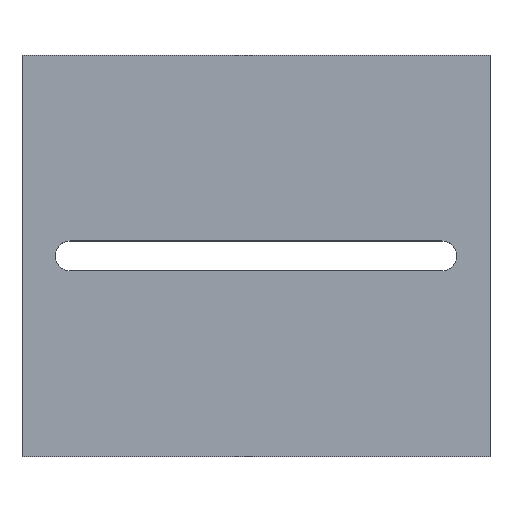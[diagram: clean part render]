
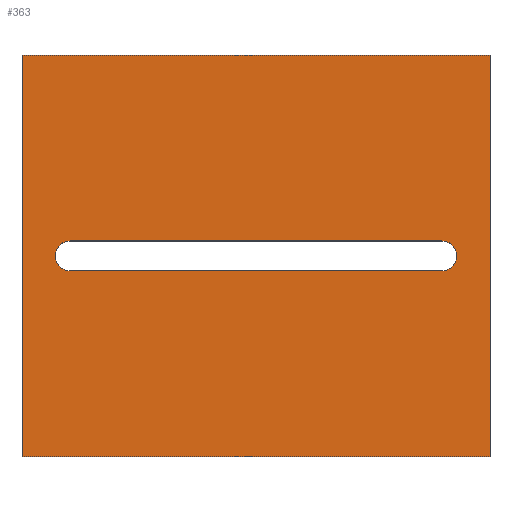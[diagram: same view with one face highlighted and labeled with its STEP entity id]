
A CAD part, top view. The second image highlights one B-rep face of the part: STEP entity #363.
In plain terms, the highlighted planar face has unit normal (0, 0, 1).
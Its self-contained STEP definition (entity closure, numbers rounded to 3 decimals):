
#5 = ORIENTED_EDGE ( 'NONE', *, *, #1193, .F. ) ;
#18 = VECTOR ( 'NONE', #97, 1000. ) ;
#28 = AXIS2_PLACEMENT_3D ( 'NONE', #498, #47, #509 ) ;
#47 = DIRECTION ( 'NONE',  ( 0., 0., -1. ) ) ;
#60 = CARTESIAN_POINT ( 'NONE',  ( 27.75, 0., 9. ) ) ;
#65 = CARTESIAN_POINT ( 'NONE',  ( 27.75, -2.25, 9. ) ) ;
#82 = CARTESIAN_POINT ( 'NONE',  ( -27.75, -2.25, 9. ) ) ;
#97 = DIRECTION ( 'NONE',  ( 0., 1., 0. ) ) ;
#100 = AXIS2_PLACEMENT_3D ( 'NONE', #60, #525, #595 ) ;
#101 = DIRECTION ( 'NONE',  ( 0., 0., 1. ) ) ;
#102 = CARTESIAN_POINT ( 'NONE',  ( 27.75, 0., 9. ) ) ;
#104 = EDGE_CURVE ( 'NONE', #755, #387, #239, .T. ) ;
#125 = EDGE_LOOP ( 'NONE', ( #300, #292, #1068, #1071 ) ) ;
#130 = EDGE_CURVE ( 'NONE', #1202, #344, #422, .T. ) ;
#154 = EDGE_CURVE ( 'NONE', #887, #231, #168, .T. ) ;
#168 = CIRCLE ( 'NONE', #100, 2.25 ) ;
#187 = DIRECTION ( 'NONE',  ( -1., 0., 0. ) ) ;
#231 = VERTEX_POINT ( 'NONE', #65 ) ;
#239 = CIRCLE ( 'NONE', #549, 2.25 ) ;
#264 = DIRECTION ( 'NONE',  ( -1., 0., 0. ) ) ;
#275 = EDGE_LOOP ( 'NONE', ( #916, #874, #962, #707, #507, #5 ) ) ;
#283 = VECTOR ( 'NONE', #187, 1000. ) ;
#287 = VERTEX_POINT ( 'NONE', #840 ) ;
#290 = CARTESIAN_POINT ( 'NONE',  ( 35., 30., 9. ) ) ;
#292 = ORIENTED_EDGE ( 'NONE', *, *, #130, .T. ) ;
#294 = CARTESIAN_POINT ( 'NONE',  ( 0., 0., 9. ) ) ;
#297 = DIRECTION ( 'NONE',  ( 0., 0., -1. ) ) ;
#300 = ORIENTED_EDGE ( 'NONE', *, *, #382, .T. ) ;
#320 = EDGE_CURVE ( 'NONE', #1088, #887, #1085, .T. ) ;
#340 = FACE_BOUND ( 'NONE', #275, .T. ) ;
#344 = VERTEX_POINT ( 'NONE', #393 ) ;
#348 = CARTESIAN_POINT ( 'NONE',  ( 35., 30., 9. ) ) ;
#363 = ADVANCED_FACE ( 'NONE', ( #340, #1055 ), #848, .T. ) ;
#382 = EDGE_CURVE ( 'NONE', #389, #1202, #719, .T. ) ;
#387 = VERTEX_POINT ( 'NONE', #465 ) ;
#389 = VERTEX_POINT ( 'NONE', #747 ) ;
#393 = CARTESIAN_POINT ( 'NONE',  ( -35., 30., 9. ) ) ;
#412 = VECTOR ( 'NONE', #996, 1000. ) ;
#422 = LINE ( 'NONE', #348, #412 ) ;
#450 = DIRECTION ( 'NONE',  ( 0., 1., 0. ) ) ;
#465 = CARTESIAN_POINT ( 'NONE',  ( -27.75, 2.25, 9. ) ) ;
#498 = CARTESIAN_POINT ( 'NONE',  ( -27.75, 0., 9. ) ) ;
#507 = ORIENTED_EDGE ( 'NONE', *, *, #104, .T. ) ;
#509 = DIRECTION ( 'NONE',  ( 1., 0., 0. ) ) ;
#512 = DIRECTION ( 'NONE',  ( 0., 0., -1. ) ) ;
#525 = DIRECTION ( 'NONE',  ( 0., 0., -1. ) ) ;
#549 = AXIS2_PLACEMENT_3D ( 'NONE', #607, #512, #715 ) ;
#553 = CARTESIAN_POINT ( 'NONE',  ( 0., 2.25, 9. ) ) ;
#577 = EDGE_CURVE ( 'NONE', #824, #755, #1146, .T. ) ;
#595 = DIRECTION ( 'NONE',  ( 1., 0., 0. ) ) ;
#599 = CARTESIAN_POINT ( 'NONE',  ( 0., -2.25, 9. ) ) ;
#606 = CARTESIAN_POINT ( 'NONE',  ( 35., -30., 9. ) ) ;
#607 = CARTESIAN_POINT ( 'NONE',  ( -27.75, 0., 9. ) ) ;
#628 = LINE ( 'NONE', #826, #966 ) ;
#631 = CARTESIAN_POINT ( 'NONE',  ( -30., 0., 9. ) ) ;
#643 = CARTESIAN_POINT ( 'NONE',  ( 35., -30., 9. ) ) ;
#649 = LINE ( 'NONE', #606, #791 ) ;
#669 = EDGE_CURVE ( 'NONE', #389, #287, #649, .T. ) ;
#706 = DIRECTION ( 'NONE',  ( -1., 0., 0. ) ) ;
#707 = ORIENTED_EDGE ( 'NONE', *, *, #577, .T. ) ;
#715 = DIRECTION ( 'NONE',  ( 1., 0., 0. ) ) ;
#719 = LINE ( 'NONE', #643, #18 ) ;
#747 = CARTESIAN_POINT ( 'NONE',  ( 35., -30., 9. ) ) ;
#755 = VERTEX_POINT ( 'NONE', #631 ) ;
#791 = VECTOR ( 'NONE', #264, 1000. ) ;
#815 = CARTESIAN_POINT ( 'NONE',  ( 30., 0., 9. ) ) ;
#817 = LINE ( 'NONE', #599, #1064 ) ;
#824 = VERTEX_POINT ( 'NONE', #82 ) ;
#826 = CARTESIAN_POINT ( 'NONE',  ( -35., -30., 9. ) ) ;
#840 = CARTESIAN_POINT ( 'NONE',  ( -35., -30., 9. ) ) ;
#846 = AXIS2_PLACEMENT_3D ( 'NONE', #294, #101, #936 ) ;
#848 = PLANE ( 'NONE',  #846 ) ;
#874 = ORIENTED_EDGE ( 'NONE', *, *, #154, .T. ) ;
#887 = VERTEX_POINT ( 'NONE', #815 ) ;
#906 = EDGE_CURVE ( 'NONE', #231, #824, #817, .T. ) ;
#916 = ORIENTED_EDGE ( 'NONE', *, *, #320, .T. ) ;
#936 = DIRECTION ( 'NONE',  ( 1., 0., 0. ) ) ;
#962 = ORIENTED_EDGE ( 'NONE', *, *, #906, .T. ) ;
#966 = VECTOR ( 'NONE', #450, 1000. ) ;
#996 = DIRECTION ( 'NONE',  ( -1., 0., 0. ) ) ;
#1018 = CARTESIAN_POINT ( 'NONE',  ( 27.75, 2.25, 9. ) ) ;
#1051 = LINE ( 'NONE', #553, #283 ) ;
#1055 = FACE_OUTER_BOUND ( 'NONE', #125, .T. ) ;
#1064 = VECTOR ( 'NONE', #706, 1000. ) ;
#1068 = ORIENTED_EDGE ( 'NONE', *, *, #1109, .F. ) ;
#1071 = ORIENTED_EDGE ( 'NONE', *, *, #669, .F. ) ;
#1085 = CIRCLE ( 'NONE', #1163, 2.25 ) ;
#1088 = VERTEX_POINT ( 'NONE', #1018 ) ;
#1109 = EDGE_CURVE ( 'NONE', #287, #344, #628, .T. ) ;
#1146 = CIRCLE ( 'NONE', #28, 2.25 ) ;
#1163 = AXIS2_PLACEMENT_3D ( 'NONE', #102, #297, #1215 ) ;
#1193 = EDGE_CURVE ( 'NONE', #1088, #387, #1051, .T. ) ;
#1202 = VERTEX_POINT ( 'NONE', #290 ) ;
#1215 = DIRECTION ( 'NONE',  ( 1., 0., 0. ) ) ;
